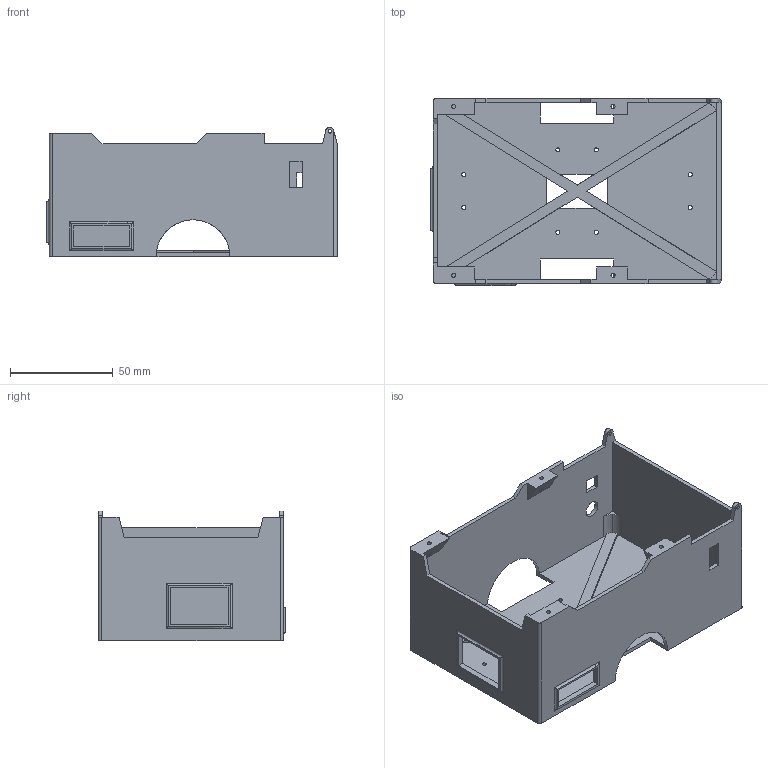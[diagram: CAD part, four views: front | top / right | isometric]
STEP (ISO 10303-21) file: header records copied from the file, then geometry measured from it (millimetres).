
FILE_DESCRIPTION(/* description */ (''),/* implementation_level */ '2;1');
FILE_NAME(/* name */ 'ROBOT_W_changes v3.step',/* time_stamp */ '2021-08-29T22:33:35+05:00',/* author */ (''),/* organization */ (''),/* preprocessor_version */ 'ST-DEVELOPER v18.1',/* originating_system */ 'Autodesk Translation Framework v10.10.0.1391',/* authorisation */ '');
FILE_SCHEMA (('AUTOMOTIVE_DESIGN { 1 0 10303 214 3 1 1 }'));
Length unit declared in the file: millimetre
Products named in the file (1): ROBOT_W_changes
Bounding box: 141 x 91 x 63 mm (x, y, z)
Volume: 71569.9 mm3; surface area: 71763.4 mm2
Topology: 1 solids, 1 shells, 132 faces, 395 edges, 262 vertices
Faces by surface type: plane 90, cylinder 42
Full cylindrical faces by diameter (mm): 1.7 x2, 2 x12, 8 x1, 20 x2
Entity records: 4569 total; most frequent: CARTESIAN_POINT 795, ORIENTED_EDGE 790, DIRECTION 746, EDGE_CURVE 395, LINE 308, VECTOR 308, VERTEX_POINT 262, AXIS2_PLACEMENT_3D 219
